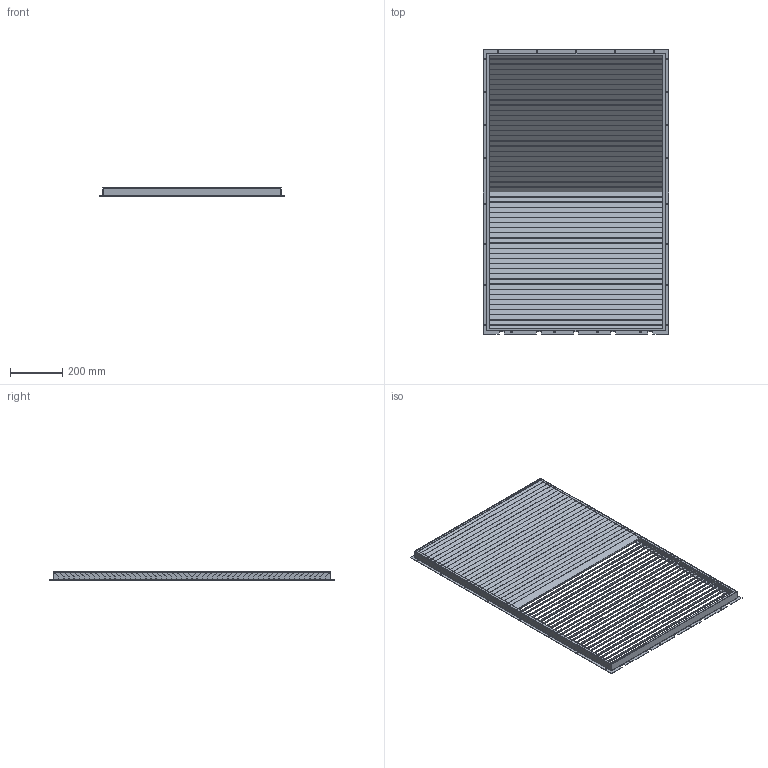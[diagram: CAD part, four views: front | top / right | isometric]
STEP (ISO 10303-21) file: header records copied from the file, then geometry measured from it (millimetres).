
FILE_DESCRIPTION (( 'STEP AP203' ), '1' );
FILE_NAME ('142-69-025.STEP', '2017-09-07T15:09:18', ( 'admin' ), ( 'Microsoft' ), 'SwSTEP 2.0', 'SolidWorks 2016', '' );
FILE_SCHEMA (( 'CONFIG_CONTROL_DESIGN' ));
Length unit declared in the file: inch
Products named in the file (1): 142-69-025
Bounding box: 711.2 x 1092.2 x 31.11 mm (x, y, z)
Volume: 2009781.3 mm3; surface area: 2837664.2 mm2
Topology: 54 solids, 54 shells, 522 faces, 1233 edges, 822 vertices
Faces by surface type: plane 472, cylinder 50
Entity records: 14854 total; most frequent: CARTESIAN_POINT 2578, ORIENTED_EDGE 2466, DIRECTION 2379, EDGE_CURVE 1233, LINE 1133, VECTOR 1133, VERTEX_POINT 822, AXIS2_PLACEMENT_3D 623
